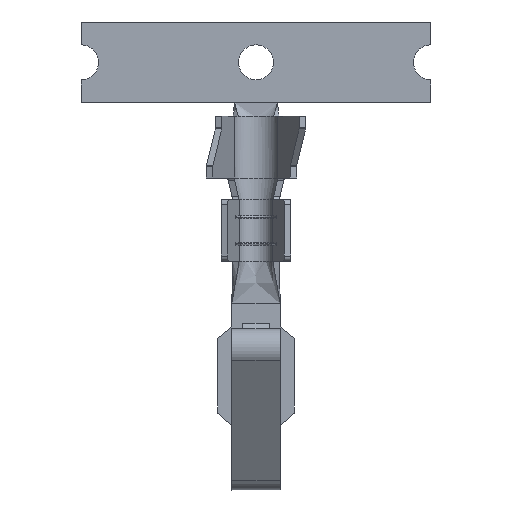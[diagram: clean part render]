
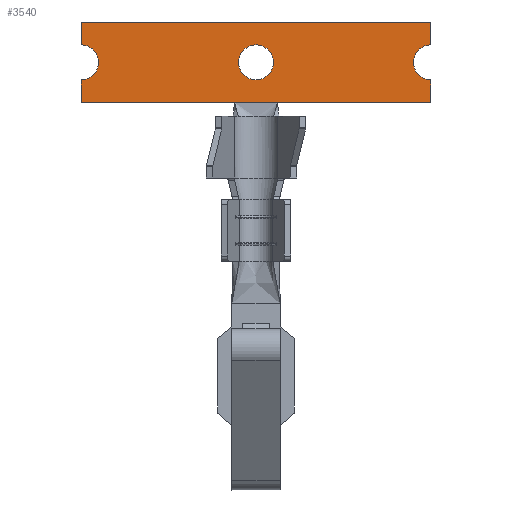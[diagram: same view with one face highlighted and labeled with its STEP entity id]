
A CAD part, front view. The second image highlights one B-rep face of the part: STEP entity #3540.
In plain terms, the highlighted planar face has unit normal (0, -1, 0).
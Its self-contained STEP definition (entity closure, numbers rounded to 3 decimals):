
#3116=CARTESIAN_POINT('',(0.752,-0.235,13.531));
#3117=VERTEX_POINT('',#3116);
#3142=CARTESIAN_POINT('',(-0.752,-0.235,13.531));
#3143=VERTEX_POINT('',#3142);
#3275=CARTESIAN_POINT('',(0.752,-0.235,13.531));
#3276=DIRECTION('',(-1.,0.,0.));
#3277=VECTOR('',#3276,1.503);
#3278=LINE('',#3275,#3277);
#3279=EDGE_CURVE('',#3117,#3143,#3278,.T.);
#3289=CARTESIAN_POINT('',(6.108,-0.235,13.531));
#3290=VERTEX_POINT('',#3289);
#3291=CARTESIAN_POINT('',(6.108,-0.235,13.531));
#3292=DIRECTION('',(-1.,0.,0.));
#3293=VECTOR('',#3292,5.356);
#3294=LINE('',#3291,#3293);
#3295=EDGE_CURVE('',#3290,#3117,#3294,.T.);
#3315=CARTESIAN_POINT('',(-6.108,-0.235,13.531));
#3316=VERTEX_POINT('',#3315);
#3317=CARTESIAN_POINT('',(-0.752,-0.235,13.531));
#3318=DIRECTION('',(-1.,0.,0.));
#3319=VECTOR('',#3318,5.356);
#3320=LINE('',#3317,#3319);
#3321=EDGE_CURVE('',#3143,#3316,#3320,.T.);
#3338=CARTESIAN_POINT('',(-6.108,-0.235,15.552));
#3339=VERTEX_POINT('',#3338);
#3346=CARTESIAN_POINT('',(-6.108,-0.235,16.35));
#3347=VERTEX_POINT('',#3346);
#3348=CARTESIAN_POINT('',(-6.108,-0.235,15.552));
#3349=DIRECTION('',(0.,0.,1.));
#3350=VECTOR('',#3349,0.799);
#3351=LINE('',#3348,#3350);
#3352=EDGE_CURVE('',#3339,#3347,#3351,.T.);
#3368=CARTESIAN_POINT('',(-6.108,-0.235,14.33));
#3369=VERTEX_POINT('',#3368);
#3376=CARTESIAN_POINT('',(-6.108,-0.235,14.941));
#3377=DIRECTION('',(0.,0.,-1.));
#3378=DIRECTION('',(0.,-1.,0.));
#3379=AXIS2_PLACEMENT_3D('',#3376,#3378,#3377);
#3380=CIRCLE('',#3379,0.611);
#3381=EDGE_CURVE('',#3369,#3339,#3380,.T.);
#3393=CARTESIAN_POINT('',(-6.108,-0.235,13.531));
#3394=DIRECTION('',(0.,0.,1.));
#3395=VECTOR('',#3394,0.799);
#3396=LINE('',#3393,#3395);
#3397=EDGE_CURVE('',#3316,#3369,#3396,.T.);
#3411=CARTESIAN_POINT('',(6.108,-0.235,14.33));
#3412=VERTEX_POINT('',#3411);
#3419=CARTESIAN_POINT('',(6.108,-0.235,14.33));
#3420=DIRECTION('',(0.,0.,-1.));
#3421=VECTOR('',#3420,0.799);
#3422=LINE('',#3419,#3421);
#3423=EDGE_CURVE('',#3412,#3290,#3422,.T.);
#3435=CARTESIAN_POINT('',(6.108,-0.235,15.552));
#3436=VERTEX_POINT('',#3435);
#3443=CARTESIAN_POINT('',(6.108,-0.235,14.941));
#3444=DIRECTION('',(0.,0.,1.));
#3445=DIRECTION('',(0.,-1.,-0.));
#3446=AXIS2_PLACEMENT_3D('',#3443,#3445,#3444);
#3447=CIRCLE('',#3446,0.611);
#3448=EDGE_CURVE('',#3436,#3412,#3447,.T.);
#3459=CARTESIAN_POINT('',(6.108,-0.235,16.35));
#3460=VERTEX_POINT('',#3459);
#3461=CARTESIAN_POINT('',(6.108,-0.235,16.35));
#3462=DIRECTION('',(0.,0.,-1.));
#3463=VECTOR('',#3462,0.799);
#3464=LINE('',#3461,#3463);
#3465=EDGE_CURVE('',#3460,#3436,#3464,.T.);
#3485=CARTESIAN_POINT('',(-6.108,-0.235,16.35));
#3486=DIRECTION('',(1.,0.,0.));
#3487=VECTOR('',#3486,12.216);
#3488=LINE('',#3485,#3487);
#3489=EDGE_CURVE('',#3347,#3460,#3488,.T.);
#3500=CARTESIAN_POINT('',(0.611,-0.235,14.941));
#3501=VERTEX_POINT('',#3500);
#3502=CARTESIAN_POINT('',(0.,-0.235,14.941));
#3503=DIRECTION('',(1.,0.,0.));
#3504=DIRECTION('',(0.,-1.,0.));
#3505=AXIS2_PLACEMENT_3D('',#3502,#3504,#3503);
#3506=CIRCLE('',#3505,0.611);
#3507=EDGE_CURVE('',#3501,#3501,#3506,.T.);
#3520=CARTESIAN_POINT('',(0.,-0.235,19.639));
#3521=DIRECTION('',(1.,0.,0.));
#3522=DIRECTION('',(0.,-1.,0.));
#3523=AXIS2_PLACEMENT_3D('',#3520,#3522,#3521);
#3524=PLANE('',#3523);
#3525=ORIENTED_EDGE('',*,*,#3352,.F.);
#3526=ORIENTED_EDGE('',*,*,#3381,.F.);
#3527=ORIENTED_EDGE('',*,*,#3397,.F.);
#3528=ORIENTED_EDGE('',*,*,#3321,.F.);
#3529=ORIENTED_EDGE('',*,*,#3279,.F.);
#3530=ORIENTED_EDGE('',*,*,#3295,.F.);
#3531=ORIENTED_EDGE('',*,*,#3423,.F.);
#3532=ORIENTED_EDGE('',*,*,#3448,.F.);
#3533=ORIENTED_EDGE('',*,*,#3465,.F.);
#3534=ORIENTED_EDGE('',*,*,#3489,.F.);
#3535=EDGE_LOOP('',(#3525,#3526,#3527,#3528,#3529,#3530,#3531,#3532,#3533,#3534));
#3536=FACE_OUTER_BOUND('',#3535,.T.);
#3537=ORIENTED_EDGE('',*,*,#3507,.F.);
#3538=EDGE_LOOP('',(#3537));
#3539=FACE_BOUND('',#3538,.T.);
#3540=ADVANCED_FACE('',(#3536,#3539),#3524,.T.);
